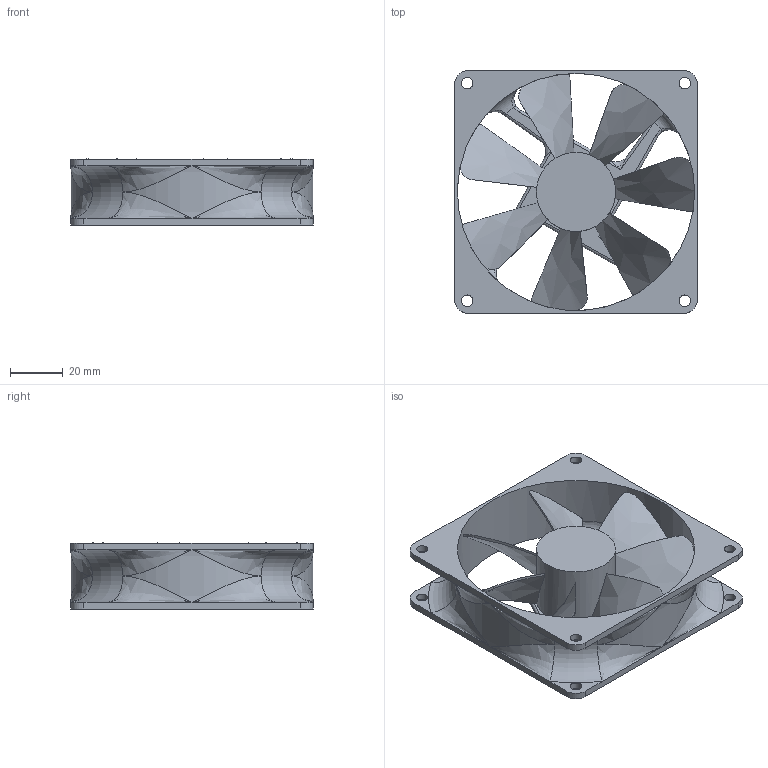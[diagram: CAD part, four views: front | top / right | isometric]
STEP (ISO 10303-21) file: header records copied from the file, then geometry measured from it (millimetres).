
FILE_DESCRIPTION( ( 'Unknown' ), '1' );
FILE_NAME( 'fan 92mm.stp', 'Unknown', ( 'Unknown' ), ( 'Unknown' ), 'PSStep 17.0.49', 'Unknown', ' ' );
FILE_SCHEMA( ( 'AUTOMOTIVE_DESIGN { 1 0 10303 214 1 1 1 1 }' ) );
Length unit declared in the file: millimetre
Products named in the file (3): Assem1; fan form; fan
Assembly tree (2 placements, depth 2):
  Assem1
    fan form
    fan
Bounding box: 92 x 92 x 25.06 mm (x, y, z)
Volume: 44538.6 mm3; surface area: 39073.6 mm2
Topology: 2 solids, 2 shells, 172 faces, 460 edges, 263 vertices
Faces by surface type: cylinder 65, bspline 50, plane 45, torus 12
Full cylindrical faces by diameter (mm): 3 x2, 4.33 x8, 30 x1, 90 x1
Entity records: 14407 total; most frequent: CARTESIAN_POINT 9318, ORIENTED_EDGE 822, DIRECTION 674, EDGE_CURVE 411, AXIS2_PLACEMENT_3D 264, VERTEX_POINT 254, EDGE_LOOP 207, FACE_OUTER_BOUND 184
